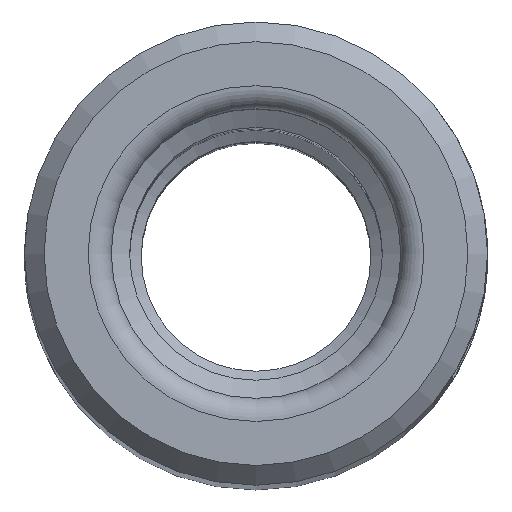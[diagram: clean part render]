
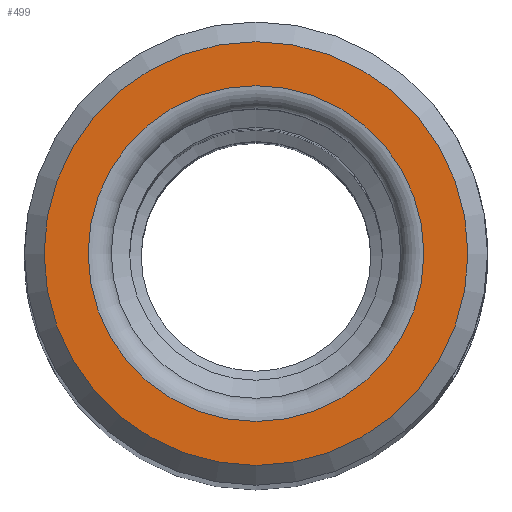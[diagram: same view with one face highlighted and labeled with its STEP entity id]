
A CAD part, top view. The second image highlights one B-rep face of the part: STEP entity #499.
In plain terms, the highlighted planar face has unit normal (0, 0, 1).
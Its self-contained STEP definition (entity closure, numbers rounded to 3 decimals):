
#30=PLANE('',#546);
#81=ORIENTED_EDGE('',*,*,#141,.F.);
#82=ORIENTED_EDGE('',*,*,#140,.T.);
#140=EDGE_CURVE('',#172,#172,#192,.T.);
#141=EDGE_CURVE('',#173,#173,#193,.T.);
#172=VERTEX_POINT('',#730);
#173=VERTEX_POINT('',#733);
#192=CIRCLE('',#545,9.15);
#193=CIRCLE('',#547,7.25);
#219=EDGE_LOOP('',(#81));
#220=EDGE_LOOP('',(#82));
#267=FACE_BOUND('',#219,.T.);
#268=FACE_BOUND('',#220,.T.);
#499=ADVANCED_FACE('',(#267,#268),#30,.F.);
#545=AXIS2_PLACEMENT_3D('',#729,#624,#625);
#546=AXIS2_PLACEMENT_3D('',#731,#626,#627);
#547=AXIS2_PLACEMENT_3D('',#732,#628,#629);
#624=DIRECTION('',(0.,0.,1.));
#625=DIRECTION('',(1.,0.,0.));
#626=DIRECTION('',(0.,0.,-1.));
#627=DIRECTION('',(-1.,0.,0.));
#628=DIRECTION('',(0.,0.,1.));
#629=DIRECTION('',(1.,0.,0.));
#729=CARTESIAN_POINT('',(0.,0.,147.5));
#730=CARTESIAN_POINT('',(9.15,0.,147.5));
#731=CARTESIAN_POINT('',(9.15,0.,147.5));
#732=CARTESIAN_POINT('',(0.,0.,147.5));
#733=CARTESIAN_POINT('',(7.25,0.,147.5));
